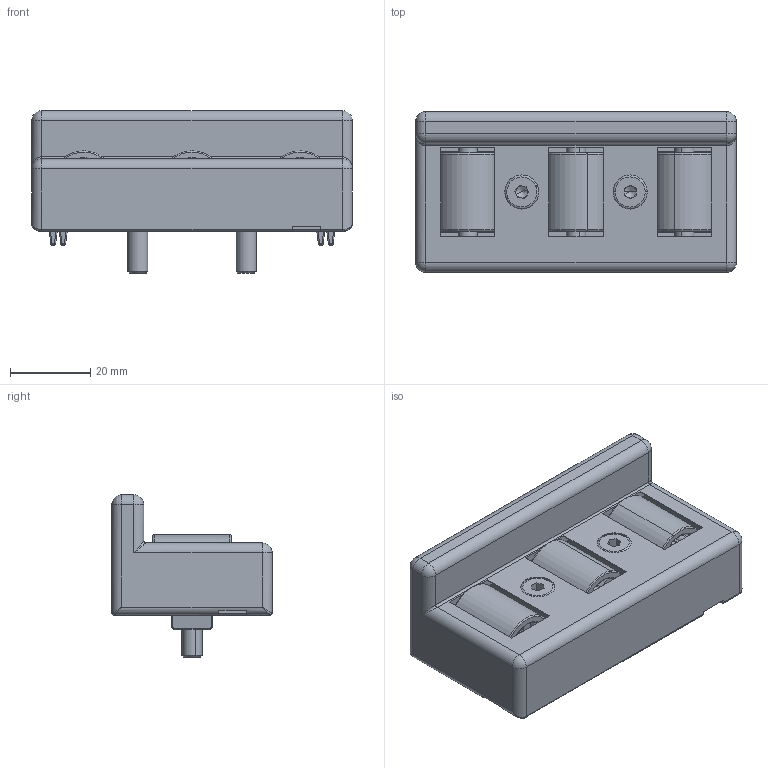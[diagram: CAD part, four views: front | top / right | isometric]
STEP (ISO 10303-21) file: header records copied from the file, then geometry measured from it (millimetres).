
FILE_DESCRIPTION (( 'STEP AP214' ), '1' );
FILE_NAME ('09309304s01.STEP', '2014-08-19T10:25:45', ( '' ), ( '' ), 'SwSTEP 2.0', 'SolidWorks 2014', '' );
FILE_SCHEMA (( 'AUTOMOTIVE_DESIGN' ));
Length unit declared in the file: millimetre
Products named in the file (5): socket head thin cap screw_din_DIN 7984 - M5 x 25 --- 25C; 093093R01_093093r01s01; 093093_09309304R02 - leitf„hig; 093093R02_093 093 r02 s02; 09309304s01
Assembly tree (7 placements, depth 2):
  09309304s01
    093093R02_093 093 r02 s02
    093093_09309304R02 - leitf„hig
    093093R01_093093r01s01  x3
    socket head thin cap screw_din_DIN 7984 - M5 x 25 --- 25C  x2
Bounding box: 80 x 40 x 40.5 mm (x, y, z)
Volume: 41566.4 mm3; surface area: 39785.8 mm2
Topology: 7 solids, 7 shells, 946 faces, 2588 edges, 1628 vertices
Faces by surface type: plane 456, cylinder 320, torus 108, bspline 32, sphere 18, cone 12
Entity records: 23264 total; most frequent: CARTESIAN_POINT 5346, ORIENTED_EDGE 3812, DIRECTION 3650, EDGE_CURVE 1906, VECTOR 1256, LINE 1256, VERTEX_POINT 1207, AXIS2_PLACEMENT_3D 1197
